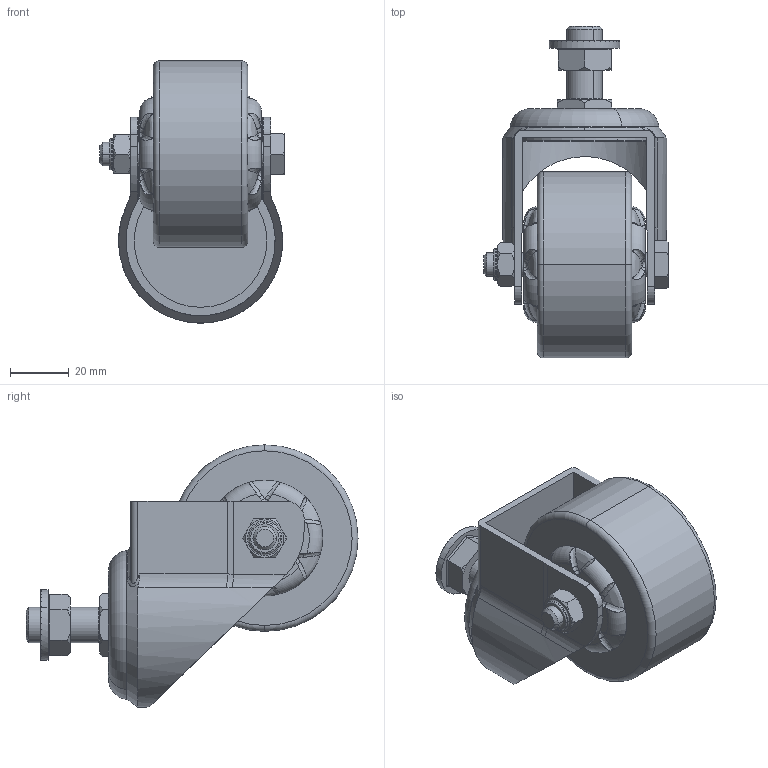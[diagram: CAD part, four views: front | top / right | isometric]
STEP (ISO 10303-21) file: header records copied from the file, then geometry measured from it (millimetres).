
FILE_DESCRIPTION (( 'STEP AP214' ), '1' );
FILE_NAME ('SNSD.30.50.77. Êîëåñî D65 Ì12õ25(E49).STEP', '2014-11-26T12:48:20', ( 'XTreme.ws' ), ( 'XTreme.ws' ), 'SwSTEP 2.0', 'SolidWorks 2014', '' );
FILE_SCHEMA (( 'AUTOMOTIVE_DESIGN' ));
Length unit declared in the file: millimetre
Products named in the file (8): SNSD.30.50.70. Ïîäøèïíèêîâûé óçåë(E49)_00; SNSD.30.50.70. Ãàéêà ñ ôëàíöåì(E49)_00; SNSD.30.50.77. Êîëåñî D65 Ì12õ25(E49); SNSD.30.50.70. Îïîðà(E49)_00; SNSD.30.50.70. 鍔錓(E49)_00; SNSD.30.50.70. 鎗鵻罻(E49)_00; SNSD.30.50.70. Ãàéêà(E49)_00; SNSD.30.50.70. 扻錼勷(E49)_00
Assembly tree (7 placements, depth 2):
  SNSD.30.50.77. Êîëåñî D65 Ì12õ25(E49)
    SNSD.30.50.70. Îïîðà(E49)_00
    SNSD.30.50.70. 鍔錓(E49)_00
    SNSD.30.50.70. 鎗鵻罻(E49)_00
    SNSD.30.50.70. Ãàéêà(E49)_00
    SNSD.30.50.70. 扻錼勷(E49)_00
    SNSD.30.50.70. Ïîäøèïíèêîâûé óçåë(E49)_00
    SNSD.30.50.70. Ãàéêà ñ ôëàíöåì(E49)_00
Bounding box: 62.7 x 112.7 x 89.01 mm (x, y, z)
Volume: 153324.1 mm3; surface area: 49063.6 mm2
Topology: 7 solids, 7 shells, 443 faces, 1193 edges, 775 vertices
Faces by surface type: plane 226, bspline 78, cylinder 59, cone 50, torus 30
Entity records: 18001 total; most frequent: CARTESIAN_POINT 7444, ORIENTED_EDGE 2386, DIRECTION 1848, EDGE_CURVE 1193, VERTEX_POINT 775, AXIS2_PLACEMENT_3D 706, EDGE_LOOP 468, FACE_OUTER_BOUND 443
